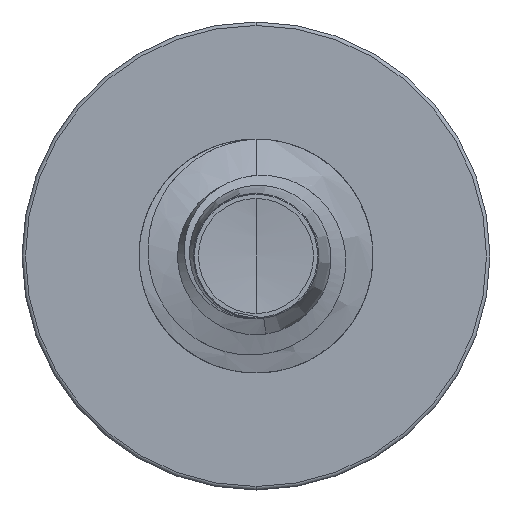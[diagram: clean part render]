
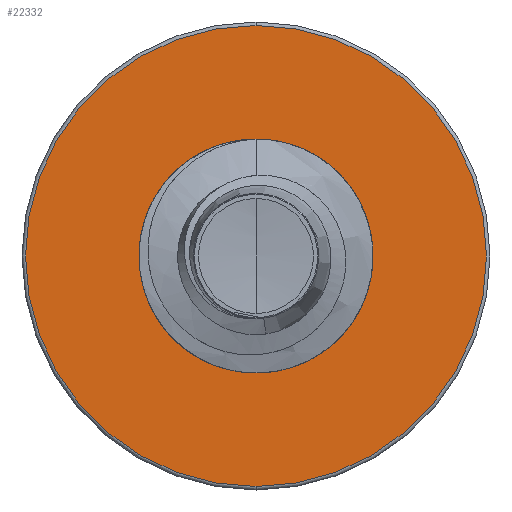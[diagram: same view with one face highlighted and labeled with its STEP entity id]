
A CAD part, front view. The second image highlights one B-rep face of the part: STEP entity #22332.
In plain terms, the highlighted planar face has unit normal (0, -1, 0).
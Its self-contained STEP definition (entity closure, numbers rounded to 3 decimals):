
#72 = CIRCLE ( 'NONE', #7502, 5.91 ) ;
#607 = DIRECTION ( 'NONE',  ( 0., 0., 1. ) ) ;
#643 = DIRECTION ( 'NONE',  ( 0., 1., 0. ) ) ;
#650 = CARTESIAN_POINT ( 'NONE',  ( 0., 22.5, 0. ) ) ;
#763 = DIRECTION ( 'NONE',  ( 0., 0., 1. ) ) ;
#772 = DIRECTION ( 'NONE',  ( 0., 1., 0. ) ) ;
#812 = CARTESIAN_POINT ( 'NONE',  ( 0., 22.5, 0. ) ) ;
#1509 = AXIS2_PLACEMENT_3D ( 'NONE', #650, #643, #607 ) ;
#2283 = VERTEX_POINT ( 'NONE', #24536 ) ;
#2434 = DIRECTION ( 'NONE',  ( 0., 0., 1. ) ) ;
#2487 = EDGE_CURVE ( 'NONE', #18672, #19129, #2915, .T. ) ;
#2915 = CIRCLE ( 'NONE', #4426, 2.842 ) ;
#4426 = AXIS2_PLACEMENT_3D ( 'NONE', #9457, #6343, #2434 ) ;
#4685 = PLANE ( 'NONE',  #7949 ) ;
#5292 = VERTEX_POINT ( 'NONE', #17497 ) ;
#6343 = DIRECTION ( 'NONE',  ( 0., 1., 0. ) ) ;
#6582 = EDGE_CURVE ( 'NONE', #19129, #18672, #16721, .T. ) ;
#6593 = EDGE_CURVE ( 'NONE', #2283, #5292, #16982, .T. ) ;
#7425 = DIRECTION ( 'NONE',  ( 0., 0., 1. ) ) ;
#7502 = AXIS2_PLACEMENT_3D ( 'NONE', #24159, #12943, #25817 ) ;
#7949 = AXIS2_PLACEMENT_3D ( 'NONE', #14421, #20280, #7425 ) ;
#9457 = CARTESIAN_POINT ( 'NONE',  ( 0., 22.5, 0. ) ) ;
#10220 = ORIENTED_EDGE ( 'NONE', *, *, #6582, .T. ) ;
#11942 = EDGE_LOOP ( 'NONE', ( #15482, #20484 ) ) ;
#12943 = DIRECTION ( 'NONE',  ( 0., 1., 0. ) ) ;
#14421 = CARTESIAN_POINT ( 'NONE',  ( 0., 22.5, -2.842 ) ) ;
#15347 = EDGE_LOOP ( 'NONE', ( #10220, #25528 ) ) ;
#15482 = ORIENTED_EDGE ( 'NONE', *, *, #21071, .F. ) ;
#16721 = CIRCLE ( 'NONE', #25203, 2.842 ) ;
#16982 = CIRCLE ( 'NONE', #1509, 5.91 ) ;
#17497 = CARTESIAN_POINT ( 'NONE',  ( 0., 22.5, 5.91 ) ) ;
#17799 = FACE_OUTER_BOUND ( 'NONE', #11942, .T. ) ;
#18396 = FACE_BOUND ( 'NONE', #15347, .T. ) ;
#18672 = VERTEX_POINT ( 'NONE', #20371 ) ;
#19047 = CARTESIAN_POINT ( 'NONE',  ( 0., 22.5, 2.842 ) ) ;
#19129 = VERTEX_POINT ( 'NONE', #19047 ) ;
#20280 = DIRECTION ( 'NONE',  ( 0., 1., 0. ) ) ;
#20371 = CARTESIAN_POINT ( 'NONE',  ( 0., 22.5, -2.842 ) ) ;
#20484 = ORIENTED_EDGE ( 'NONE', *, *, #6593, .F. ) ;
#21071 = EDGE_CURVE ( 'NONE', #5292, #2283, #72, .T. ) ;
#22332 = ADVANCED_FACE ( 'NONE', ( #17799, #18396 ), #4685, .F. ) ;
#24159 = CARTESIAN_POINT ( 'NONE',  ( 0., 22.5, 0. ) ) ;
#24536 = CARTESIAN_POINT ( 'NONE',  ( 0., 22.5, -5.91 ) ) ;
#25203 = AXIS2_PLACEMENT_3D ( 'NONE', #812, #772, #763 ) ;
#25528 = ORIENTED_EDGE ( 'NONE', *, *, #2487, .T. ) ;
#25817 = DIRECTION ( 'NONE',  ( 0., 0., 1. ) ) ;
